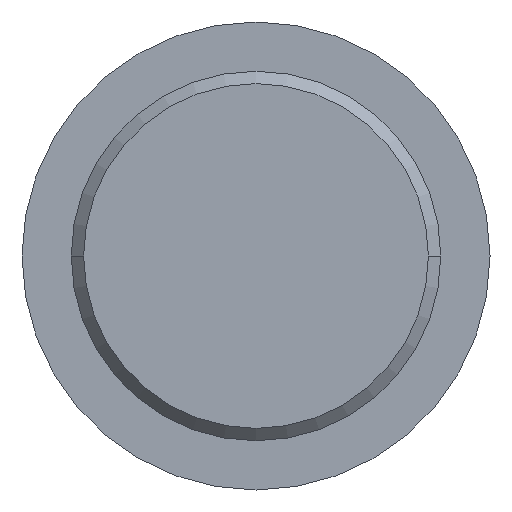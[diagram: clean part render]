
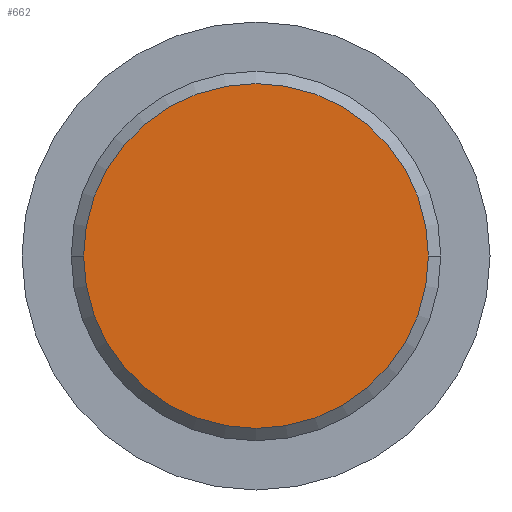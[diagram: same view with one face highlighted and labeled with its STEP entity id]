
A CAD part, front view. The second image highlights one B-rep face of the part: STEP entity #662.
In plain terms, the highlighted planar face has unit normal (0, -1, 0).
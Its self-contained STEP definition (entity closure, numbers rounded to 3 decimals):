
#9 = AXIS2_PLACEMENT_3D ( 'NONE', #1641, #161, #811 ) ;
#93 = EDGE_CURVE ( 'NONE', #123, #805, #720, .T. ) ;
#123 = VERTEX_POINT ( 'NONE', #1283 ) ;
#161 = DIRECTION ( 'NONE',  ( 0., -1., 0. ) ) ;
#306 = CIRCLE ( 'NONE', #9, 2.8 ) ;
#323 = EDGE_LOOP ( 'NONE', ( #743, #1482 ) ) ;
#423 = PLANE ( 'NONE',  #1240 ) ;
#517 = AXIS2_PLACEMENT_3D ( 'NONE', #1550, #1001, #1703 ) ;
#558 = CARTESIAN_POINT ( 'NONE',  ( 0., 0., 2.8 ) ) ;
#662 = ADVANCED_FACE ( 'NONE', ( #971 ), #423, .F. ) ;
#720 = CIRCLE ( 'NONE', #517, 2.8 ) ;
#743 = ORIENTED_EDGE ( 'NONE', *, *, #1546, .T. ) ;
#805 = VERTEX_POINT ( 'NONE', #558 ) ;
#811 = DIRECTION ( 'NONE',  ( 0., 0., 1. ) ) ;
#971 = FACE_OUTER_BOUND ( 'NONE', #323, .T. ) ;
#1001 = DIRECTION ( 'NONE',  ( 0., -1., 0. ) ) ;
#1197 = DIRECTION ( 'NONE',  ( 0., 0., 1. ) ) ;
#1240 = AXIS2_PLACEMENT_3D ( 'NONE', #1470, #1494, #1197 ) ;
#1283 = CARTESIAN_POINT ( 'NONE',  ( 0., 0., -2.8 ) ) ;
#1470 = CARTESIAN_POINT ( 'NONE',  ( 0., 0., 0. ) ) ;
#1482 = ORIENTED_EDGE ( 'NONE', *, *, #93, .T. ) ;
#1494 = DIRECTION ( 'NONE',  ( 0., 1., 0. ) ) ;
#1546 = EDGE_CURVE ( 'NONE', #805, #123, #306, .T. ) ;
#1550 = CARTESIAN_POINT ( 'NONE',  ( 0., 0., 0. ) ) ;
#1641 = CARTESIAN_POINT ( 'NONE',  ( 0., 0., 0. ) ) ;
#1703 = DIRECTION ( 'NONE',  ( 0., 0., 1. ) ) ;
